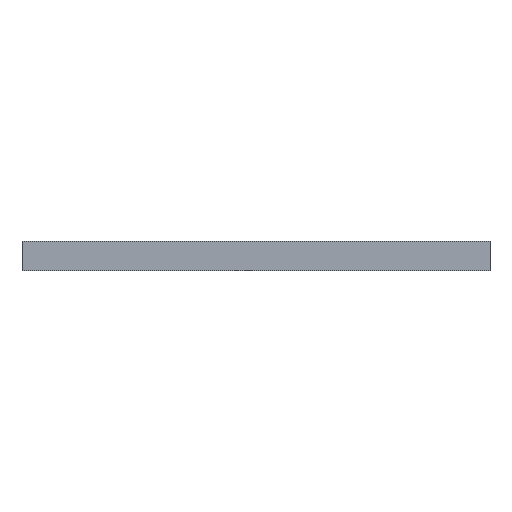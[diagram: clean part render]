
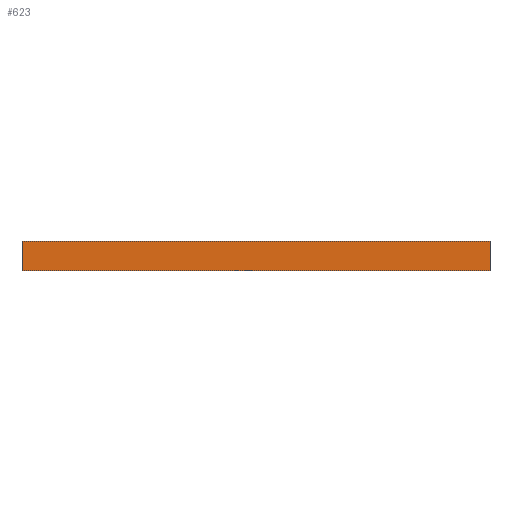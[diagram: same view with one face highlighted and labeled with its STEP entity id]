
A CAD part, front view. The second image highlights one B-rep face of the part: STEP entity #623.
In plain terms, the highlighted planar face has unit normal (0, -1, 0).
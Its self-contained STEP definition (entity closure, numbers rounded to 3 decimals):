
#56 = CARTESIAN_POINT ( 'NONE',  ( 40., -52.5, 2.5 ) ) ;
#142 = LINE ( 'NONE', #2010, #1267 ) ;
#165 = VECTOR ( 'NONE', #1635, 1000. ) ;
#378 = VERTEX_POINT ( 'NONE', #56 ) ;
#454 = EDGE_LOOP ( 'NONE', ( #1365, #1907, #2199, #1837 ) ) ;
#468 = CARTESIAN_POINT ( 'NONE',  ( 0., -52.5, -2.5 ) ) ;
#616 = CARTESIAN_POINT ( 'NONE',  ( -40., -52.5, -2.5 ) ) ;
#623 = ADVANCED_FACE ( 'NONE', ( #1551 ), #2006, .F. ) ;
#672 = VERTEX_POINT ( 'NONE', #1804 ) ;
#835 = VECTOR ( 'NONE', #2332, 1000. ) ;
#857 = EDGE_CURVE ( 'NONE', #672, #378, #1645, .T. ) ;
#881 = DIRECTION ( 'NONE',  ( 0., 1., 0. ) ) ;
#947 = VECTOR ( 'NONE', #1086, 1000. ) ;
#1005 = CARTESIAN_POINT ( 'NONE',  ( 0., -52.5, 2.5 ) ) ;
#1074 = DIRECTION ( 'NONE',  ( 0., 0., 1. ) ) ;
#1085 = DIRECTION ( 'NONE',  ( 0., 0., -1. ) ) ;
#1086 = DIRECTION ( 'NONE',  ( 1., 0., 0. ) ) ;
#1111 = EDGE_CURVE ( 'NONE', #672, #1717, #142, .T. ) ;
#1267 = VECTOR ( 'NONE', #1085, 1000. ) ;
#1365 = ORIENTED_EDGE ( 'NONE', *, *, #1915, .T. ) ;
#1392 = CARTESIAN_POINT ( 'NONE',  ( 40., -52.5, 2.5 ) ) ;
#1453 = CARTESIAN_POINT ( 'NONE',  ( 0., -52.5, 2.5 ) ) ;
#1464 = AXIS2_PLACEMENT_3D ( 'NONE', #1453, #881, #1074 ) ;
#1551 = FACE_OUTER_BOUND ( 'NONE', #454, .T. ) ;
#1621 = LINE ( 'NONE', #1392, #835 ) ;
#1635 = DIRECTION ( 'NONE',  ( 1., 0., 0. ) ) ;
#1645 = LINE ( 'NONE', #1005, #165 ) ;
#1709 = VERTEX_POINT ( 'NONE', #2088 ) ;
#1717 = VERTEX_POINT ( 'NONE', #616 ) ;
#1777 = EDGE_CURVE ( 'NONE', #378, #1709, #1621, .T. ) ;
#1804 = CARTESIAN_POINT ( 'NONE',  ( -40., -52.5, 2.5 ) ) ;
#1837 = ORIENTED_EDGE ( 'NONE', *, *, #1111, .T. ) ;
#1907 = ORIENTED_EDGE ( 'NONE', *, *, #1777, .F. ) ;
#1915 = EDGE_CURVE ( 'NONE', #1717, #1709, #2078, .T. ) ;
#2006 = PLANE ( 'NONE',  #1464 ) ;
#2010 = CARTESIAN_POINT ( 'NONE',  ( -40., -52.5, 2.5 ) ) ;
#2078 = LINE ( 'NONE', #468, #947 ) ;
#2088 = CARTESIAN_POINT ( 'NONE',  ( 40., -52.5, -2.5 ) ) ;
#2199 = ORIENTED_EDGE ( 'NONE', *, *, #857, .F. ) ;
#2332 = DIRECTION ( 'NONE',  ( 0., 0., -1. ) ) ;
